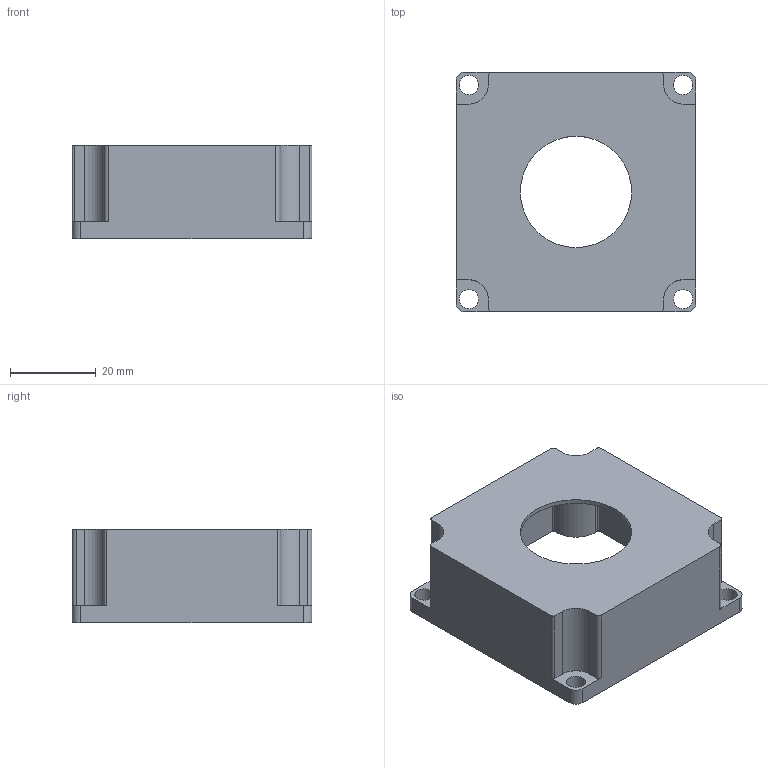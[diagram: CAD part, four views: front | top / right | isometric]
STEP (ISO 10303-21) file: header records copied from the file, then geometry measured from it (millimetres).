
FILE_DESCRIPTION(/* description */ (''),/* implementation_level */ '2;1');
FILE_NAME(/* name */ 'Cache_camera_ameliore v5.step',/* time_stamp */ '2024-08-29T17:29:05+02:00',/* author */ (''),/* organization */ (''),/* preprocessor_version */ 'ST-DEVELOPER v20',/* originating_system */ 'Autodesk Translation Framework v13.14.0.145',/* authorisation */ '');
FILE_SCHEMA (('AUTOMOTIVE_DESIGN { 1 0 10303 214 3 1 1 }'));
Length unit declared in the file: millimetre
Products named in the file (1): Cache_camera_ameliore
Bounding box: 56 x 56 x 21.9 mm (x, y, z)
Volume: 11577 mm3; surface area: 14187.1 mm2
Topology: 1 solids, 1 shells, 66 faces, 189 edges, 126 vertices
Faces by surface type: plane 33, cylinder 33
Full cylindrical faces by diameter (mm): 4.5 x4, 26 x1
Entity records: 2232 total; most frequent: DIRECTION 389, CARTESIAN_POINT 382, ORIENTED_EDGE 378, EDGE_CURVE 189, AXIS2_PLACEMENT_3D 133, VERTEX_POINT 126, LINE 123, VECTOR 123
